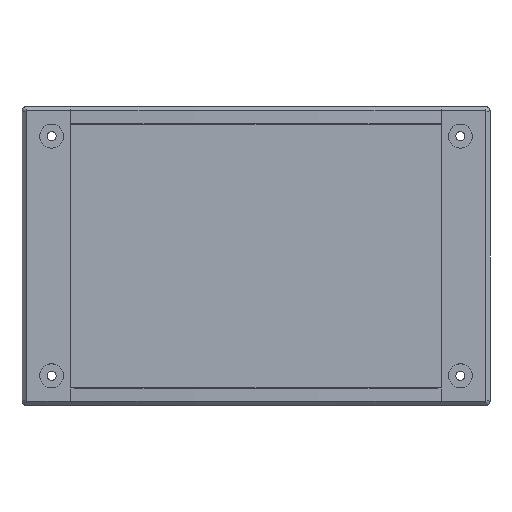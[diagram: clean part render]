
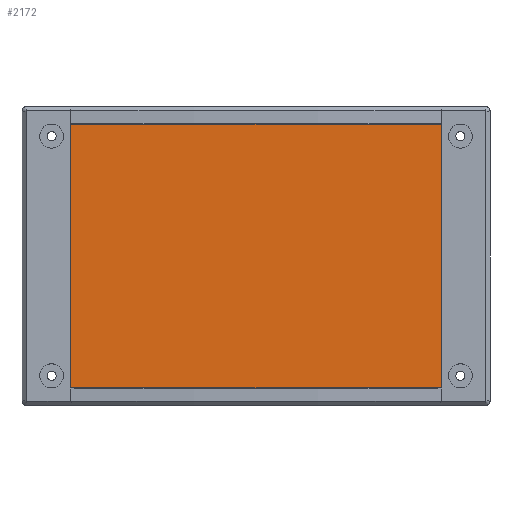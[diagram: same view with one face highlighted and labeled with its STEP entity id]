
A CAD part, top view. The second image highlights one B-rep face of the part: STEP entity #2172.
In plain terms, the highlighted planar face has unit normal (0, 0, 1).
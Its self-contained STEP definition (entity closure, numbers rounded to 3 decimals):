
#101 = PLANE ( 'NONE',  #486 ) ;
#123 = VERTEX_POINT ( 'NONE', #3885 ) ;
#326 = VECTOR ( 'NONE', #1461, 1000. ) ;
#350 = CARTESIAN_POINT ( 'NONE',  ( 65.749, -46.83, 5. ) ) ;
#389 = LINE ( 'NONE', #1079, #326 ) ;
#417 = DIRECTION ( 'NONE',  ( 1., 0., 0. ) ) ;
#486 = AXIS2_PLACEMENT_3D ( 'NONE', #1144, #1508, #417 ) ;
#841 = EDGE_CURVE ( 'NONE', #2656, #123, #389, .T. ) ;
#890 = ORIENTED_EDGE ( 'NONE', *, *, #841, .T. ) ;
#916 = LINE ( 'NONE', #3149, #2258 ) ;
#986 = ORIENTED_EDGE ( 'NONE', *, *, #2155, .T. ) ;
#1079 = CARTESIAN_POINT ( 'NONE',  ( -65.88, 46.699, 5. ) ) ;
#1144 = CARTESIAN_POINT ( 'NONE',  ( -65.88, -46.83, 5. ) ) ;
#1400 = VECTOR ( 'NONE', #3623, 1000. ) ;
#1406 = VERTEX_POINT ( 'NONE', #3602 ) ;
#1461 = DIRECTION ( 'NONE',  ( -1., 0., 0. ) ) ;
#1467 = VERTEX_POINT ( 'NONE', #2912 ) ;
#1508 = DIRECTION ( 'NONE',  ( 0., 0., 1. ) ) ;
#1855 = EDGE_CURVE ( 'NONE', #123, #1406, #916, .T. ) ;
#2126 = DIRECTION ( 'NONE',  ( 0., -1., 0. ) ) ;
#2155 = EDGE_CURVE ( 'NONE', #1406, #1467, #2522, .T. ) ;
#2172 = ADVANCED_FACE ( 'NONE', ( #2440 ), #101, .T. ) ;
#2179 = CARTESIAN_POINT ( 'NONE',  ( 65.749, 46.699, 5. ) ) ;
#2258 = VECTOR ( 'NONE', #2126, 1000. ) ;
#2299 = ORIENTED_EDGE ( 'NONE', *, *, #1855, .T. ) ;
#2440 = FACE_OUTER_BOUND ( 'NONE', #3438, .T. ) ;
#2522 = LINE ( 'NONE', #2782, #2531 ) ;
#2531 = VECTOR ( 'NONE', #2814, 1000. ) ;
#2656 = VERTEX_POINT ( 'NONE', #2179 ) ;
#2782 = CARTESIAN_POINT ( 'NONE',  ( -65.88, -46.699, 5. ) ) ;
#2814 = DIRECTION ( 'NONE',  ( 1., 0., 0. ) ) ;
#2841 = EDGE_CURVE ( 'NONE', #1467, #2656, #4176, .T. ) ;
#2912 = CARTESIAN_POINT ( 'NONE',  ( 65.749, -46.699, 5. ) ) ;
#3149 = CARTESIAN_POINT ( 'NONE',  ( -65.749, -46.83, 5. ) ) ;
#3368 = ORIENTED_EDGE ( 'NONE', *, *, #2841, .T. ) ;
#3438 = EDGE_LOOP ( 'NONE', ( #2299, #986, #3368, #890 ) ) ;
#3602 = CARTESIAN_POINT ( 'NONE',  ( -65.749, -46.699, 5. ) ) ;
#3623 = DIRECTION ( 'NONE',  ( 0., 1., 0. ) ) ;
#3885 = CARTESIAN_POINT ( 'NONE',  ( -65.749, 46.699, 5. ) ) ;
#4176 = LINE ( 'NONE', #350, #1400 ) ;
